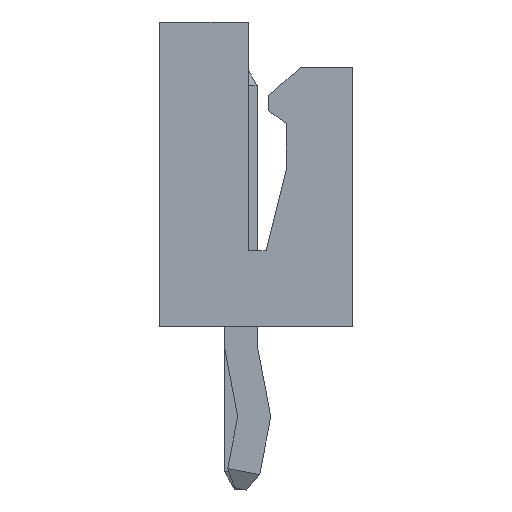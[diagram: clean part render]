
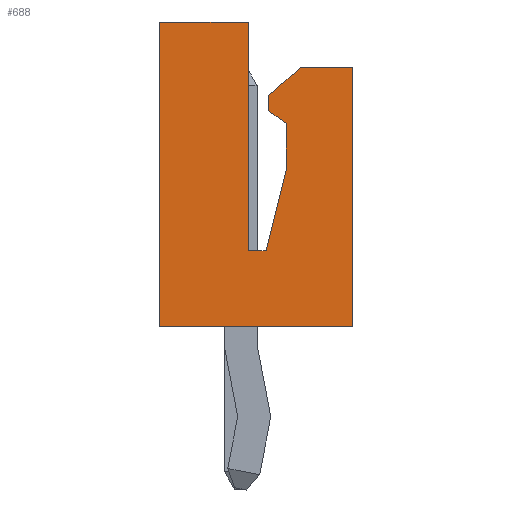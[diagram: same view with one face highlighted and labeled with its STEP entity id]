
A CAD part, left-side view. The second image highlights one B-rep face of the part: STEP entity #688.
In plain terms, the highlighted planar face has unit normal (-1, 0, 0).
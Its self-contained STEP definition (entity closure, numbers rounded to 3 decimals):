
#688 = ADVANCED_FACE( '', ( #1336 ), #1337, .T. );
#1336 = FACE_OUTER_BOUND( '', #1955, .T. );
#1337 = PLANE( '', #1956 );
#1955 = EDGE_LOOP( '', ( #3703, #3704, #3705, #3706, #3707, #3708, #3709, #3710, #3711, #3712, #3713, #3714 ) );
#1956 = AXIS2_PLACEMENT_3D( '', #3715, #3716, #3717 );
#3703 = ORIENTED_EDGE( '', *, *, #3851, .F. );
#3704 = ORIENTED_EDGE( '', *, *, #4509, .T. );
#3705 = ORIENTED_EDGE( '', *, *, #4224, .F. );
#3706 = ORIENTED_EDGE( '', *, *, #4075, .F. );
#3707 = ORIENTED_EDGE( '', *, *, #4381, .T. );
#3708 = ORIENTED_EDGE( '', *, *, #4256, .F. );
#3709 = ORIENTED_EDGE( '', *, *, #4377, .F. );
#3710 = ORIENTED_EDGE( '', *, *, #4251, .F. );
#3711 = ORIENTED_EDGE( '', *, *, #4491, .F. );
#3712 = ORIENTED_EDGE( '', *, *, #4423, .F. );
#3713 = ORIENTED_EDGE( '', *, *, #4445, .F. );
#3714 = ORIENTED_EDGE( '', *, *, #3955, .F. );
#3715 = CARTESIAN_POINT( '', ( -10., -1.9, -3. ) );
#3716 = DIRECTION( '', ( -1., 0., 0. ) );
#3717 = DIRECTION( '', ( 0., 0., 1. ) );
#3851 = EDGE_CURVE( '', #4596, #4598, #4599, .T. );
#3955 = EDGE_CURVE( '', #4598, #4782, #4783, .T. );
#4075 = EDGE_CURVE( '', #4978, #4980, #4981, .T. );
#4224 = EDGE_CURVE( '', #4980, #5212, #5213, .T. );
#4251 = EDGE_CURVE( '', #5249, #5251, #5252, .T. );
#4256 = EDGE_CURVE( '', #5258, #5260, #5261, .T. );
#4377 = EDGE_CURVE( '', #5251, #5258, #5421, .T. );
#4381 = EDGE_CURVE( '', #4978, #5260, #5425, .T. );
#4423 = EDGE_CURVE( '', #5475, #5477, #5478, .T. );
#4445 = EDGE_CURVE( '', #4782, #5475, #5500, .T. );
#4491 = EDGE_CURVE( '', #5477, #5249, #5548, .T. );
#4509 = EDGE_CURVE( '', #4596, #5212, #5566, .T. );
#4596 = VERTEX_POINT( '', #5683 );
#4598 = VERTEX_POINT( '', #5686 );
#4599 = LINE( '', #5687, #5688 );
#4782 = VERTEX_POINT( '', #5953 );
#4783 = LINE( '', #5954, #5955 );
#4978 = VERTEX_POINT( '', #6251 );
#4980 = VERTEX_POINT( '', #6254 );
#4981 = LINE( '', #6255, #6256 );
#5212 = VERTEX_POINT( '', #6608 );
#5213 = LINE( '', #6609, #6610 );
#5249 = VERTEX_POINT( '', #6663 );
#5251 = VERTEX_POINT( '', #6666 );
#5252 = LINE( '', #6667, #6668 );
#5258 = VERTEX_POINT( '', #6676 );
#5260 = VERTEX_POINT( '', #6679 );
#5261 = LINE( '', #6680, #6681 );
#5421 = LINE( '', #6922, #6923 );
#5425 = LINE( '', #6929, #6930 );
#5475 = VERTEX_POINT( '', #7006 );
#5477 = VERTEX_POINT( '', #7009 );
#5478 = LINE( '', #7010, #7011 );
#5500 = LINE( '', #7044, #7045 );
#5548 = LINE( '', #7110, #7111 );
#5566 = LINE( '', #7134, #7135 );
#5683 = CARTESIAN_POINT( '', ( -10., 0.15, 3. ) );
#5686 = CARTESIAN_POINT( '', ( -10., 0.15, -1.5 ) );
#5687 = CARTESIAN_POINT( '', ( -10., 0.15, -1.5 ) );
#5688 = VECTOR( '', #7185, 1000. );
#5953 = CARTESIAN_POINT( '', ( -10., -0.2, -1.5 ) );
#5954 = CARTESIAN_POINT( '', ( -10., 0.15, -1.5 ) );
#5955 = VECTOR( '', #7292, 1000. );
#6251 = CARTESIAN_POINT( '', ( -10., -1.9, -3. ) );
#6254 = CARTESIAN_POINT( '', ( -10., 1.9, -3. ) );
#6255 = CARTESIAN_POINT( '', ( -10., -1.9, -3. ) );
#6256 = VECTOR( '', #7395, 1000. );
#6608 = CARTESIAN_POINT( '', ( -10., 1.9, 3. ) );
#6609 = CARTESIAN_POINT( '', ( -10., 1.9, -3. ) );
#6610 = VECTOR( '', #7517, 1000. );
#6663 = CARTESIAN_POINT( '', ( -10., -0.25, 1.25 ) );
#6666 = CARTESIAN_POINT( '', ( -10., -0.25, 1.55 ) );
#6667 = CARTESIAN_POINT( '', ( -10., -0.25, 1.55 ) );
#6668 = VECTOR( '', #7536, 1000. );
#6676 = CARTESIAN_POINT( '', ( -10., -0.87, 2.1 ) );
#6679 = CARTESIAN_POINT( '', ( -10., -1.9, 2.1 ) );
#6680 = CARTESIAN_POINT( '', ( -10., -0.87, 2.1 ) );
#6681 = VECTOR( '', #7540, 1000. );
#6922 = CARTESIAN_POINT( '', ( -10., -0.25, 1.55 ) );
#6923 = VECTOR( '', #7622, 1000. );
#6929 = CARTESIAN_POINT( '', ( -10., -1.9, -3. ) );
#6930 = VECTOR( '', #7625, 1000. );
#7006 = CARTESIAN_POINT( '', ( -10., -0.6, 0.1 ) );
#7009 = CARTESIAN_POINT( '', ( -10., -0.6, 1. ) );
#7010 = CARTESIAN_POINT( '', ( -10., -0.6, 1. ) );
#7011 = VECTOR( '', #7653, 1000. );
#7044 = CARTESIAN_POINT( '', ( -10., -0.2, -1.5 ) );
#7045 = VECTOR( '', #7665, 1000. );
#7110 = CARTESIAN_POINT( '', ( -10., -0.25, 1.25 ) );
#7111 = VECTOR( '', #7683, 1000. );
#7134 = CARTESIAN_POINT( '', ( -10., -1.9, 3. ) );
#7135 = VECTOR( '', #7689, 1000. );
#7185 = DIRECTION( '', ( 0., 0., -1. ) );
#7292 = DIRECTION( '', ( 0., -1., 0. ) );
#7395 = DIRECTION( '', ( 0., 1., 0. ) );
#7517 = DIRECTION( '', ( 0., 0., 1. ) );
#7536 = DIRECTION( '', ( 0., 0., 1. ) );
#7540 = DIRECTION( '', ( 0., -1., 0. ) );
#7622 = DIRECTION( '', ( 0., -0.748, 0.664 ) );
#7625 = DIRECTION( '', ( 0., 0., 1. ) );
#7653 = DIRECTION( '', ( 0., 0., 1. ) );
#7665 = DIRECTION( '', ( 0., -0.243, 0.97 ) );
#7683 = DIRECTION( '', ( 0., 0.814, 0.581 ) );
#7689 = DIRECTION( '', ( 0., 1., 0. ) );
